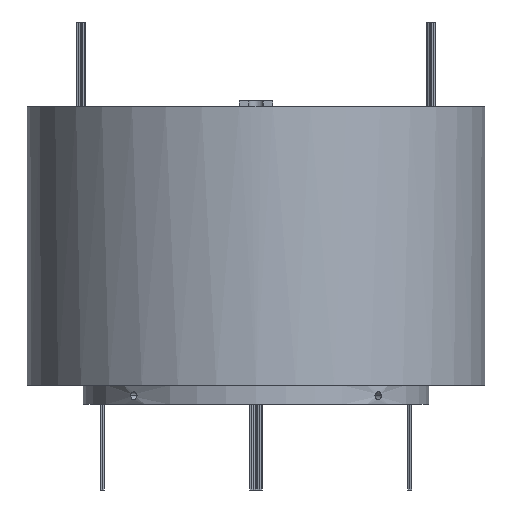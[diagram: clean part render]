
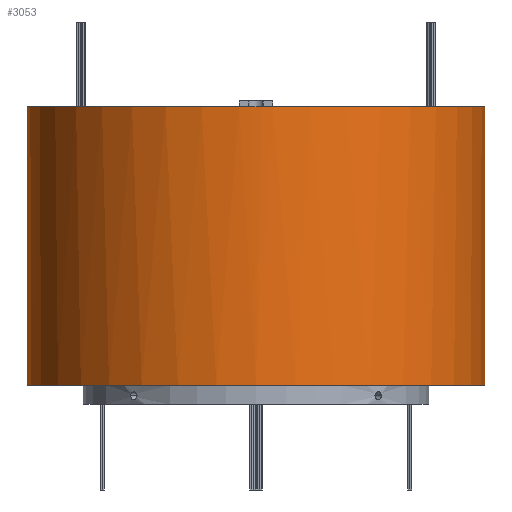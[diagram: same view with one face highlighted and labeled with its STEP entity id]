
A CAD part, front view. The second image highlights one B-rep face of the part: STEP entity #3053.
In plain terms, the highlighted cylindrical face has radius 238 mm (diameter 476 mm), a partial arc.
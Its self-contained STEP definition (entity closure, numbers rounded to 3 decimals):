
#56 = EDGE_CURVE ( 'NONE', #2634, #5457, #7013, .T. ) ;
#136 = CARTESIAN_POINT ( 'NONE',  ( 238., 0., 310. ) ) ;
#283 = CIRCLE ( 'NONE', #5534, 238. ) ;
#299 = DIRECTION ( 'NONE',  ( 1., 0., 0. ) ) ;
#487 = EDGE_CURVE ( 'NONE', #5733, #5457, #5949, .T. ) ;
#732 = DIRECTION ( 'NONE',  ( 0., 0., 1. ) ) ;
#750 = CARTESIAN_POINT ( 'NONE',  ( 0., 0., 310. ) ) ;
#841 = EDGE_CURVE ( 'NONE', #1640, #6031, #6065, .T. ) ;
#871 = EDGE_CURVE ( 'NONE', #4655, #5733, #980, .T. ) ;
#980 = LINE ( 'NONE', #5094, #7297 ) ;
#985 = ORIENTED_EDGE ( 'NONE', *, *, #56, .F. ) ;
#991 = CIRCLE ( 'NONE', #6003, 238. ) ;
#1015 = DIRECTION ( 'NONE',  ( 1., 0., 0. ) ) ;
#1070 = DIRECTION ( 'NONE',  ( 0., 0., 1. ) ) ;
#1190 = EDGE_CURVE ( 'NONE', #4655, #1640, #991, .T. ) ;
#1219 = CARTESIAN_POINT ( 'NONE',  ( 0., 0., 20. ) ) ;
#1640 = VERTEX_POINT ( 'NONE', #3412 ) ;
#1794 = CARTESIAN_POINT ( 'NONE',  ( -238., 0., 310. ) ) ;
#2078 = DIRECTION ( 'NONE',  ( -1., 0., 0. ) ) ;
#2118 = CARTESIAN_POINT ( 'NONE',  ( 238., 0., 20. ) ) ;
#2514 = ORIENTED_EDGE ( 'NONE', *, *, #841, .F. ) ;
#2634 = VERTEX_POINT ( 'NONE', #136 ) ;
#3053 = ADVANCED_FACE ( 'NONE', ( #7564 ), #5746, .T. ) ;
#3201 = EDGE_CURVE ( 'NONE', #6031, #2634, #283, .T. ) ;
#3305 = DIRECTION ( 'NONE',  ( 0., 0., -1. ) ) ;
#3412 = CARTESIAN_POINT ( 'NONE',  ( -17.5, -237.356, 310. ) ) ;
#3486 = CARTESIAN_POINT ( 'NONE',  ( 0., 0., 310. ) ) ;
#4081 = DIRECTION ( 'NONE',  ( 1., 0., 0. ) ) ;
#4655 = VERTEX_POINT ( 'NONE', #1794 ) ;
#4699 = ORIENTED_EDGE ( 'NONE', *, *, #1190, .F. ) ;
#4892 = AXIS2_PLACEMENT_3D ( 'NONE', #750, #732, #299 ) ;
#4899 = CARTESIAN_POINT ( 'NONE',  ( 17.5, -237.356, 310. ) ) ;
#4981 = ORIENTED_EDGE ( 'NONE', *, *, #3201, .F. ) ;
#5030 = DIRECTION ( 'NONE',  ( 0., 0., -1. ) ) ;
#5094 = CARTESIAN_POINT ( 'NONE',  ( -238., 0., 310. ) ) ;
#5202 = ORIENTED_EDGE ( 'NONE', *, *, #487, .T. ) ;
#5250 = DIRECTION ( 'NONE',  ( 1., 0., 0. ) ) ;
#5274 = DIRECTION ( 'NONE',  ( 0., 0., 1. ) ) ;
#5369 = VECTOR ( 'NONE', #6493, 1000. ) ;
#5457 = VERTEX_POINT ( 'NONE', #2118 ) ;
#5534 = AXIS2_PLACEMENT_3D ( 'NONE', #3486, #7766, #4081 ) ;
#5733 = VERTEX_POINT ( 'NONE', #6524 ) ;
#5744 = CARTESIAN_POINT ( 'NONE',  ( 0., 0., 310. ) ) ;
#5746 = CYLINDRICAL_SURFACE ( 'NONE', #7739, 238. ) ;
#5949 = CIRCLE ( 'NONE', #7271, 238. ) ;
#6003 = AXIS2_PLACEMENT_3D ( 'NONE', #6475, #5274, #5250 ) ;
#6031 = VERTEX_POINT ( 'NONE', #4899 ) ;
#6065 = CIRCLE ( 'NONE', #4892, 238. ) ;
#6084 = EDGE_LOOP ( 'NONE', ( #985, #4981, #2514, #4699, #7503, #5202 ) ) ;
#6475 = CARTESIAN_POINT ( 'NONE',  ( 0., 0., 310. ) ) ;
#6493 = DIRECTION ( 'NONE',  ( 0., 0., -1. ) ) ;
#6524 = CARTESIAN_POINT ( 'NONE',  ( -238., 0., 20. ) ) ;
#7013 = LINE ( 'NONE', #7050, #5369 ) ;
#7050 = CARTESIAN_POINT ( 'NONE',  ( 238., 0., 310. ) ) ;
#7271 = AXIS2_PLACEMENT_3D ( 'NONE', #1219, #1070, #1015 ) ;
#7297 = VECTOR ( 'NONE', #5030, 1000. ) ;
#7503 = ORIENTED_EDGE ( 'NONE', *, *, #871, .T. ) ;
#7564 = FACE_OUTER_BOUND ( 'NONE', #6084, .T. ) ;
#7739 = AXIS2_PLACEMENT_3D ( 'NONE', #5744, #3305, #2078 ) ;
#7766 = DIRECTION ( 'NONE',  ( 0., 0., 1. ) ) ;
